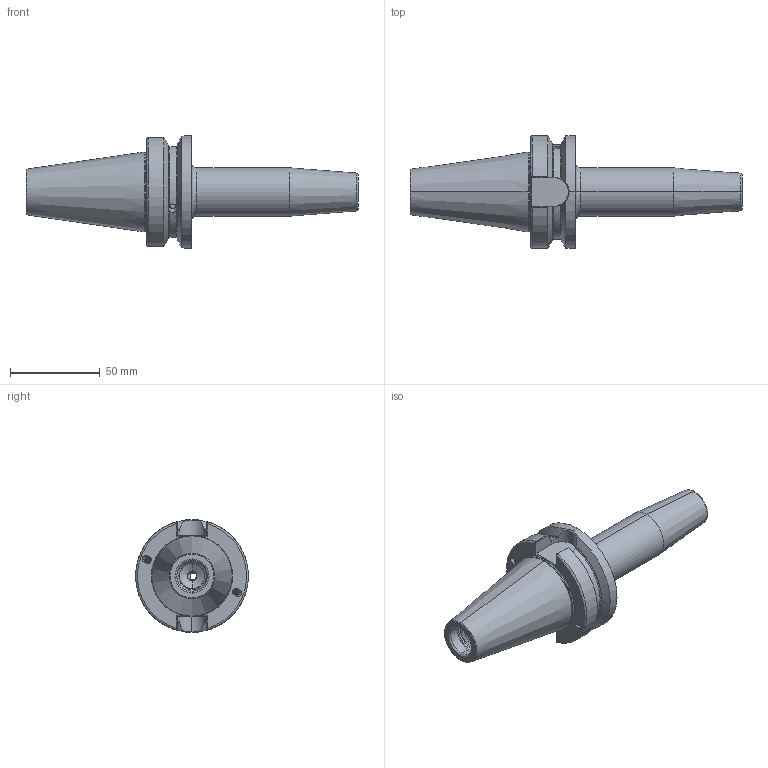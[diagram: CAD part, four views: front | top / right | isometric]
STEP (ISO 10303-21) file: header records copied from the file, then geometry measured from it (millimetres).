
FILE_DESCRIPTION (( 'STEP AP203' ), '1' );
FILE_NAME ('406.70.08.1.STEP', '2016-11-22T07:47:36', ( '' ), ( '' ), 'SwSTEP 2.0', 'SolidWorks 2012', '' );
FILE_SCHEMA (( 'CONFIG_CONTROL_DESIGN' ));
Length unit declared in the file: millimetre
Products named in the file (1): 406.70.08.1
Bounding box: 185.4 x 63 x 63 mm (x, y, z)
Volume: 158631.5 mm3; surface area: 34685.9 mm2
Topology: 1 solids, 1 shells, 230 faces, 612 edges, 387 vertices
Faces by surface type: cylinder 130, plane 37, torus 28, cone 19, bspline 16
Entity records: 16001 total; most frequent: CARTESIAN_POINT 10913, ORIENTED_EDGE 1224, DIRECTION 885, EDGE_CURVE 612, VERTEX_POINT 387, AXIS2_PLACEMENT_3D 346, EDGE_LOOP 243, ADVANCED_FACE 230
